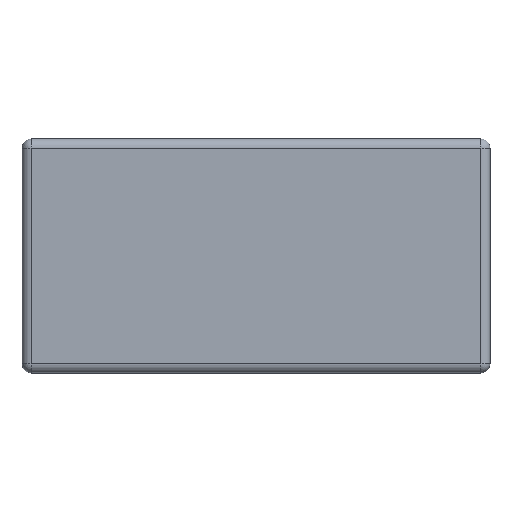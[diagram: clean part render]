
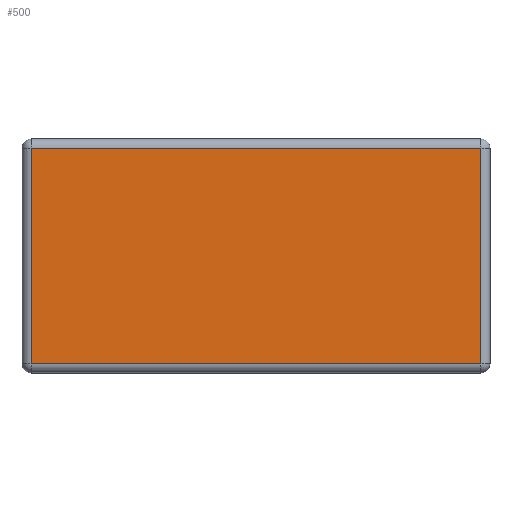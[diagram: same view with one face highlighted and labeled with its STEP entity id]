
A CAD part, top view. The second image highlights one B-rep face of the part: STEP entity #500.
In plain terms, the highlighted planar face has unit normal (0, 0, 1).
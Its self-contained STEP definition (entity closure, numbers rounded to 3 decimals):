
#223 = VERTEX_POINT('',#224);
#224 = CARTESIAN_POINT('',(-24.46,11.7,11.27));
#231 = EDGE_CURVE('',#223,#232,#234,.T.);
#232 = VERTEX_POINT('',#233);
#233 = CARTESIAN_POINT('',(24.34,11.7,11.27));
#234 = LINE('',#235,#236);
#235 = CARTESIAN_POINT('',(-25.46,11.7,11.27));
#236 = VECTOR('',#237,1.);
#237 = DIRECTION('',(1.,0.,0.));
#500 = ADVANCED_FACE('',(#501),#526,.T.);
#501 = FACE_BOUND('',#502,.T.);
#502 = EDGE_LOOP('',(#503,#504,#512,#520));
#503 = ORIENTED_EDGE('',*,*,#231,.F.);
#504 = ORIENTED_EDGE('',*,*,#505,.F.);
#505 = EDGE_CURVE('',#506,#223,#508,.T.);
#506 = VERTEX_POINT('',#507);
#507 = CARTESIAN_POINT('',(-24.46,-11.7,11.27));
#508 = LINE('',#509,#510);
#509 = CARTESIAN_POINT('',(-24.46,-12.7,11.27));
#510 = VECTOR('',#511,1.);
#511 = DIRECTION('',(0.,1.,0.));
#512 = ORIENTED_EDGE('',*,*,#513,.F.);
#513 = EDGE_CURVE('',#514,#506,#516,.T.);
#514 = VERTEX_POINT('',#515);
#515 = CARTESIAN_POINT('',(24.34,-11.7,11.27));
#516 = LINE('',#517,#518);
#517 = CARTESIAN_POINT('',(25.34,-11.7,11.27));
#518 = VECTOR('',#519,1.);
#519 = DIRECTION('',(-1.,0.,0.));
#520 = ORIENTED_EDGE('',*,*,#521,.F.);
#521 = EDGE_CURVE('',#232,#514,#522,.T.);
#522 = LINE('',#523,#524);
#523 = CARTESIAN_POINT('',(24.34,12.7,11.27));
#524 = VECTOR('',#525,1.);
#525 = DIRECTION('',(0.,-1.,0.));
#526 = PLANE('',#527);
#527 = AXIS2_PLACEMENT_3D('',#528,#529,#530);
#528 = CARTESIAN_POINT('',(-25.46,12.7,11.27));
#529 = DIRECTION('',(0.,0.,1.));
#530 = DIRECTION('',(1.,0.,0.));
